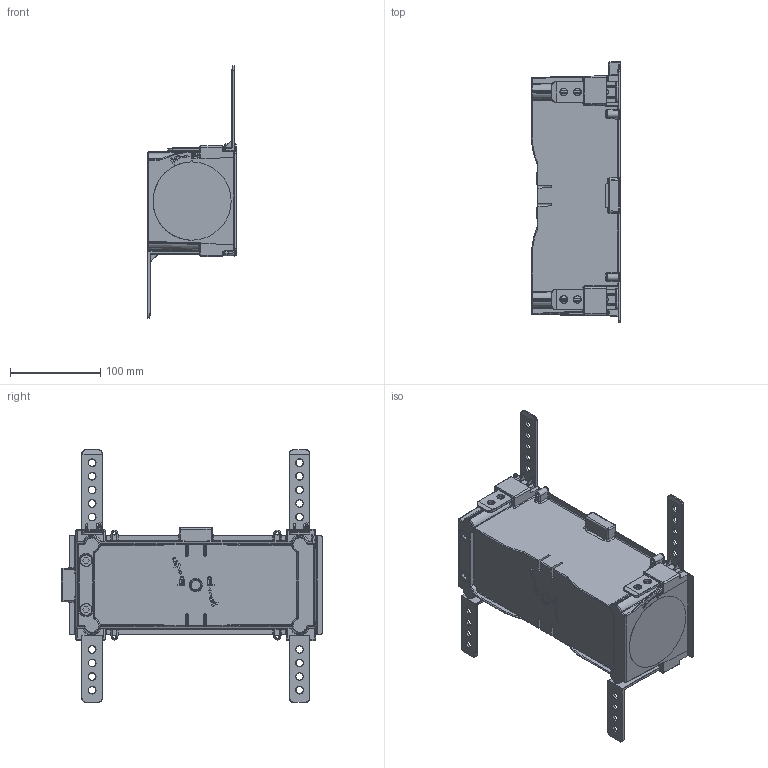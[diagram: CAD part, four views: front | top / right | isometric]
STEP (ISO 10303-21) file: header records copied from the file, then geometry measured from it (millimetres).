
FILE_DESCRIPTION(('CATIA V5 STEP Exchange','CAx-IF Rec.Pracs.--- Model Styling and Organization---1.4--- 2014-01-23','CAx-IF Rec.Pracs.---3D Tessellated Data Validation Properties---0.5---2014-09-14'),'2;1');
FILE_NAME('STEP_AIR550031_-_TST.stp','2021-03-29T14:26:01+00:00',('none'),('none'),'CATIA Version 5-6 Release 2019 SP3','CATIA V5 STEP AP242 v1','none');
FILE_SCHEMA(('AP242_MANAGED_MODEL_BASED_3D_ENGINEERING_MIM_LF {1 0 10303 442 1 1 4}'));
Products named in the file (1): AIR550031 - TST
Bounding box: 98 x 288.5 x 279.34 mm (x, y, z)
Volume: 2444749.7 mm3; surface area: 171782.5 mm2
Topology: 1 solids, 1 shells, 2517 faces, 6179 edges, 3505 vertices
Faces by surface type: cylinder 804, plane 528, bspline 369, torus 323, extrusion 268, sphere 181, cone 44
Entity records: 96610 total; most frequent: CARTESIAN_POINT 45069, ORIENTED_EDGE 11930, DIRECTION 7713, EDGE_CURVE 5965, VERTEX_POINT 3505, AXIS2_PLACEMENT_3D 3446, EDGE_LOOP 2650, VECTOR 2610
